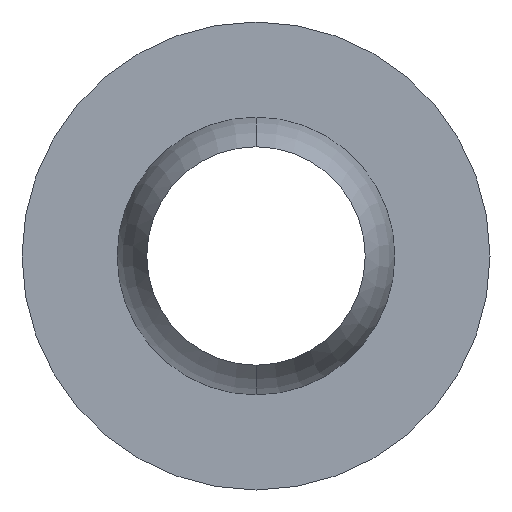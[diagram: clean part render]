
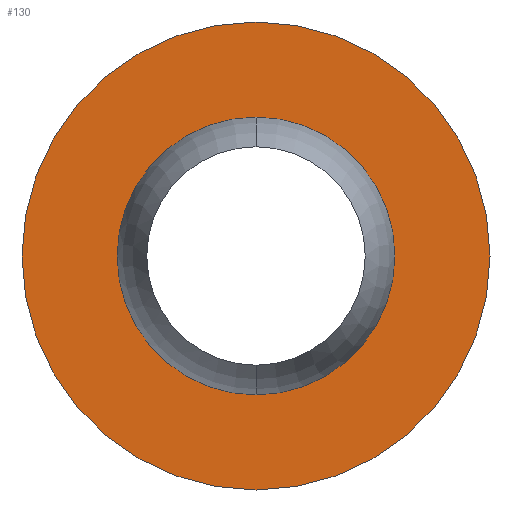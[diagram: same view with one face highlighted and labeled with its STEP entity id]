
A CAD part, front view. The second image highlights one B-rep face of the part: STEP entity #130.
In plain terms, the highlighted planar face has unit normal (0, -1, 0).
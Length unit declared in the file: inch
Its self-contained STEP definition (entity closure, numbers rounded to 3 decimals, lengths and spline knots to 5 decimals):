
#3 = EDGE_CURVE ( 'NONE', #4, #47, #85, .T. ) ;
#4 = VERTEX_POINT ( 'NONE', #109 ) ;
#45 = EDGE_CURVE ( 'NONE', #47, #4, #247, .T. ) ;
#46 = ORIENTED_EDGE ( 'NONE', *, *, #45, .F. ) ;
#47 = VERTEX_POINT ( 'NONE', #367 ) ;
#65 = VERTEX_POINT ( 'NONE', #391 ) ;
#67 = EDGE_CURVE ( 'NONE', #65, #69, #456, .T. ) ;
#69 = VERTEX_POINT ( 'NONE', #478 ) ;
#83 = EDGE_LOOP ( 'NONE', ( #156, #46 ) ) ;
#85 = CIRCLE ( 'NONE', #143, 0.0445 ) ;
#86 = DIRECTION ( 'NONE',  ( 0., -1., 0. ) ) ;
#109 = CARTESIAN_POINT ( 'NONE',  ( 0., 0.093, -0.0445 ) ) ;
#126 = ORIENTED_EDGE ( 'NONE', *, *, #67, .T. ) ;
#129 = EDGE_CURVE ( 'NONE', #69, #65, #568, .T. ) ;
#130 = ADVANCED_FACE ( 'NONE', ( #535, #534 ), #543, .T. ) ;
#140 = DIRECTION ( 'NONE',  ( 0., 0., -1. ) ) ;
#141 = DIRECTION ( 'NONE',  ( 0., -1., 0. ) ) ;
#142 = CARTESIAN_POINT ( 'NONE',  ( 0., 0.093, 0. ) ) ;
#143 = AXIS2_PLACEMENT_3D ( 'NONE', #142, #141, #140 ) ;
#154 = ORIENTED_EDGE ( 'NONE', *, *, #129, .T. ) ;
#156 = ORIENTED_EDGE ( 'NONE', *, *, #3, .F. ) ;
#161 = EDGE_LOOP ( 'NONE', ( #126, #154 ) ) ;
#241 = CARTESIAN_POINT ( 'NONE',  ( 0., 0.093, 0. ) ) ;
#242 = AXIS2_PLACEMENT_3D ( 'NONE', #241, #86, #362 ) ;
#247 = CIRCLE ( 'NONE', #242, 0.0445 ) ;
#362 = DIRECTION ( 'NONE',  ( 0., 0., -1. ) ) ;
#367 = CARTESIAN_POINT ( 'NONE',  ( 0., 0.093, 0.0445 ) ) ;
#391 = CARTESIAN_POINT ( 'NONE',  ( 0., 0.093, -0.075 ) ) ;
#452 = DIRECTION ( 'NONE',  ( 0., 0., -1. ) ) ;
#453 = DIRECTION ( 'NONE',  ( 0., -1., 0. ) ) ;
#454 = CARTESIAN_POINT ( 'NONE',  ( 0., 0.093, 0. ) ) ;
#455 = AXIS2_PLACEMENT_3D ( 'NONE', #454, #453, #452 ) ;
#456 = CIRCLE ( 'NONE', #455, 0.075 ) ;
#478 = CARTESIAN_POINT ( 'NONE',  ( 0., 0.093, 0.075 ) ) ;
#534 = FACE_BOUND ( 'NONE', #83, .T. ) ;
#535 = FACE_OUTER_BOUND ( 'NONE', #161, .T. ) ;
#536 = DIRECTION ( 'NONE',  ( 0., 0., -1. ) ) ;
#537 = DIRECTION ( 'NONE',  ( 0., -1., 0. ) ) ;
#538 = CARTESIAN_POINT ( 'NONE',  ( 0., 0.093, 0. ) ) ;
#539 = DIRECTION ( 'NONE',  ( 0., 0., -1. ) ) ;
#540 = DIRECTION ( 'NONE',  ( 0., -1., 0. ) ) ;
#541 = CARTESIAN_POINT ( 'NONE',  ( 0.075, 0.093, 0. ) ) ;
#542 = AXIS2_PLACEMENT_3D ( 'NONE', #541, #540, #539 ) ;
#543 = PLANE ( 'NONE',  #542 ) ;
#563 = AXIS2_PLACEMENT_3D ( 'NONE', #538, #537, #536 ) ;
#568 = CIRCLE ( 'NONE', #563, 0.075 ) ;
